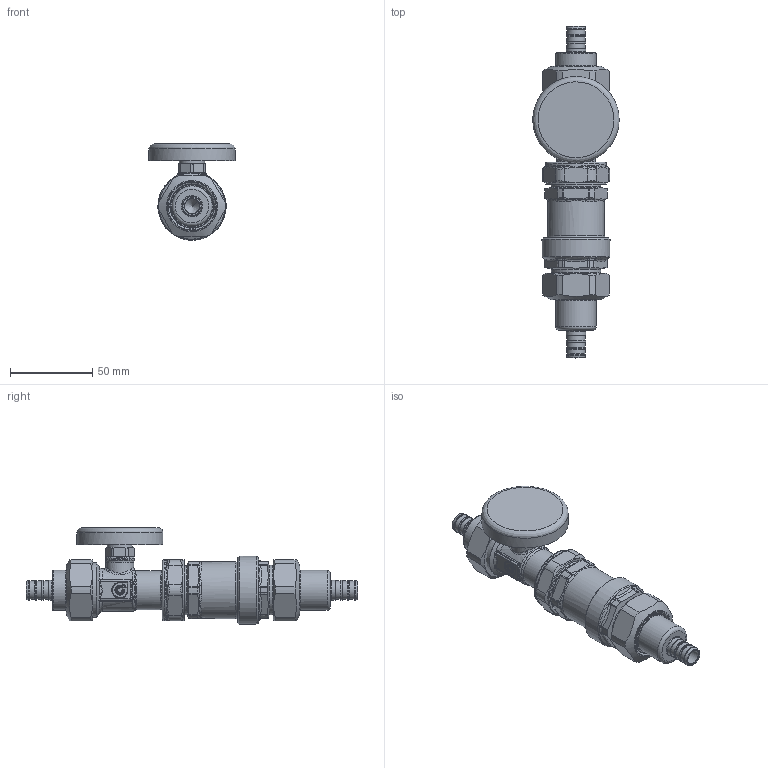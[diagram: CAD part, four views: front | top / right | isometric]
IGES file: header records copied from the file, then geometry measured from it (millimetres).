
Global section: file name: 127145AFC_Simplify_1; native system: Autodesk Inventor 2025; preprocessor: unknown; author: ischreiner; date: 20250724.142158; units: inch
Bounding box: 52.29 x 201.4 x 58.6 mm (x, y, z)
Volume: 113248.1 mm3; surface area: 52701.1 mm2
Topology: 6 solids, 6 shells, 792 faces, 1879 edges, 1085 vertices
Faces by surface type: bspline 792
